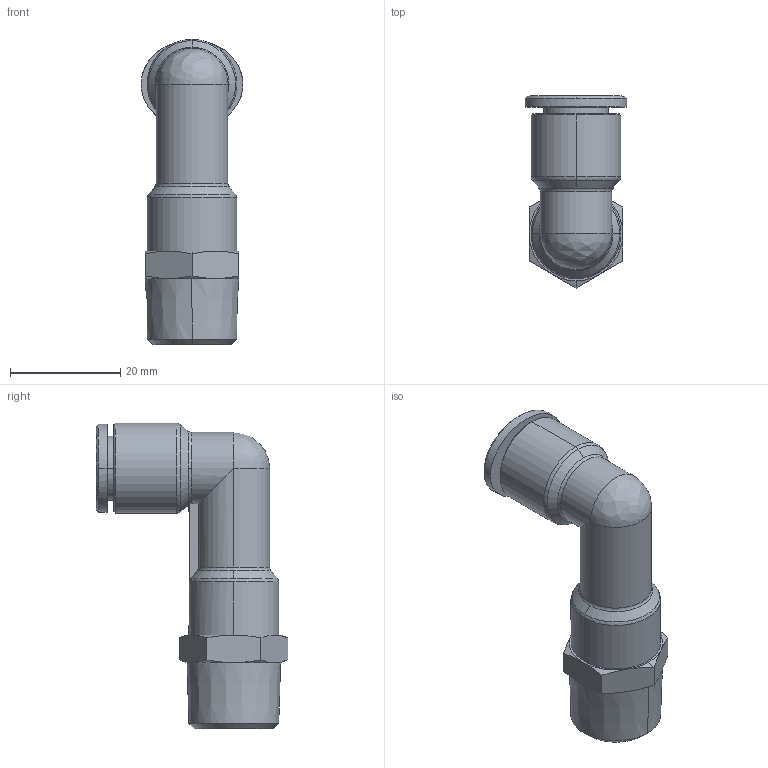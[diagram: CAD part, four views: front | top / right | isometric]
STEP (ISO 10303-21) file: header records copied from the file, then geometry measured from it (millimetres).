
FILE_DESCRIPTION (( 'STEP AP214' ), '1' );
FILE_NAME ('PLLP10-03.stp', '2015-09-16T07:01:44', ( '' ), ( '' ), 'SwSTEP 2.0', 'SolidWorks 2015', '' );
FILE_SCHEMA (( 'AUTOMOTIVE_DESIGN' ));
Length unit declared in the file: millimetre
Products named in the file (2): PLLP10-03; ~~~~~~~~~~~~~~ｦ+ﾃｦ1
Assembly tree (1 placements, depth 2):
  PLLP10-03
    ~~~~~~~~~~~~~~ｦ+ﾃｦ1
Bounding box: 18.5 x 34.81 x 55.45 mm (x, y, z)
Volume: 10022.3 mm3; surface area: 5295.9 mm2
Topology: 1 solids, 1 shells, 455 faces, 1284 edges, 846 vertices
Faces by surface type: plane 391, cone 33, cylinder 15, bspline 13, torus 3
Entity records: 15949 total; most frequent: CARTESIAN_POINT 3547, ORIENTED_EDGE 2566, DIRECTION 2201, EDGE_CURVE 1283, LINE 1147, VECTOR 1147, VERTEX_POINT 846, AXIS2_PLACEMENT_3D 527
